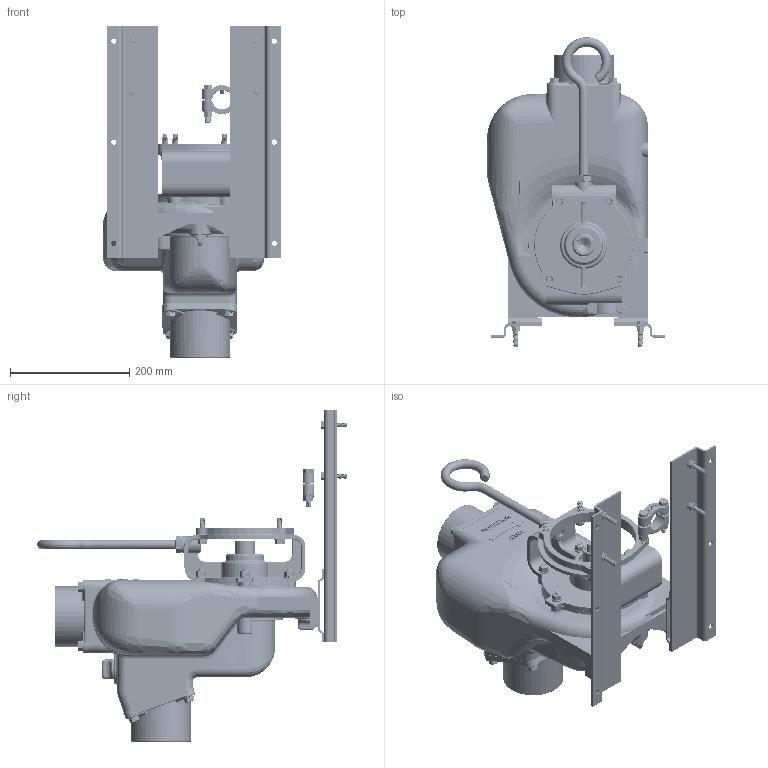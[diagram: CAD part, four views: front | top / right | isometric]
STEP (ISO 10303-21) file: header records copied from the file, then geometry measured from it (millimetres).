
FILE_DESCRIPTION(/* description */ ('3" CI PUMP ONLY'),/* implementation_level */ '2;1');
FILE_NAME(/* name */ '300POI.stp',/* time_stamp */ '2022-09-29T12:13:16-04:00',/* author */ ('bgilbert'),/* organization */ (''),/* preprocessor_version */ 'ST-DEVELOPER v18.1',/* originating_system */ 'Autodesk Inventor 2022',/* authorisation */ '');
FILE_SCHEMA (('CONFIG_CONTROL_DESIGN'));
Products named in the file (45): 300POI; 300XPOI; 300XPOIL; 18001; 18004; 18008; 18009; 18012; 18013; 18013X; 18014; 18015; 18016; V07019; V07018; 18106; 18010SS; 18218A; 18026; 18033; 18034; 12777; 13777; 13778; UV15163; 18125; 18023SS; 18023SSX; 18021; 18035A; 18035A1A; 18035B; 18035A1B; 18035A2; PUMPKIT005; 17034; V10119; V10118; 18027; 18129 ...
Assembly tree (97 placements, depth 5):
  300POI
    300XPOI
      300XPOIL
        18001
        18004
        18008
        18009
        18012
        18013
          18013X
          18014
          18015
          18016
          V07019
          V07018
        18106  x2
        18010SS  x8
        18218A  x6
        V20018  x14
        18026
        18033
        18034
        V20019  x6
      12777
      13777
      13778
      UV15163
      18125
      18023SS
        18023SSX
      18021
    18035A
      18035A1A
      18035A2
    18035B
      18035A1B
      18035A2
    PUMPKIT005
      17034  x4
      V10119  x4
      V10118  x4
      18027  x4
      V20018  x4
      18129
        18029A
        18029B
        V20019  x2
        V20018  x2
        BF207  x2
Bounding box: 299.08 x 520.4 x 557.93 mm (x, y, z)
Volume: 5041957.1 mm3; surface area: 1535497.3 mm2
Topology: 89 solids, 89 shells, 7741 faces, 18263 edges, 10732 vertices
Faces by surface type: cylinder 2883, cone 2214, plane 1393, bspline 965, torus 237, sphere 49
Full cylindrical faces by diameter (mm): 6.35 x3, 7.144 x3, 7.633 x54, 7.798 x16, 8.236 x30, 8.731 x10, 9.319 x84, 9.525 x28, 10.319 x24, 11.112 x10, 11.906 x4, 12.7 x2, 13.127 x15, 13.386 x1, 15.875 x1, 17.78 x1, 22.631 x1, 25.451 x1, 25.527 x1, 28.575 x1, 28.702 x1, 29.718 x1, 33.274 x1, 38.1 x2, 38.862 x2, 40.45 x1, 41.148 x1, 41.275 x1, 44.45 x1, 45.974 x1
Entity records: 188452 total; most frequent: CARTESIAN_POINT 93788, ORIENTED_EDGE 20838, DIRECTION 16849, EDGE_CURVE 10419, VERTEX_POINT 6417, AXIS2_PLACEMENT_3D 6271, EDGE_LOOP 4458, LINE 4307
